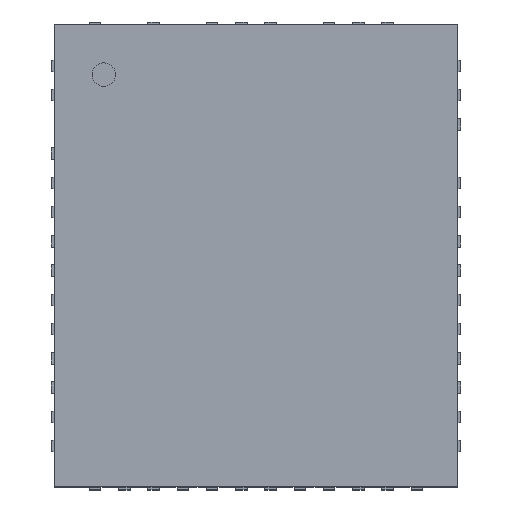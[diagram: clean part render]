
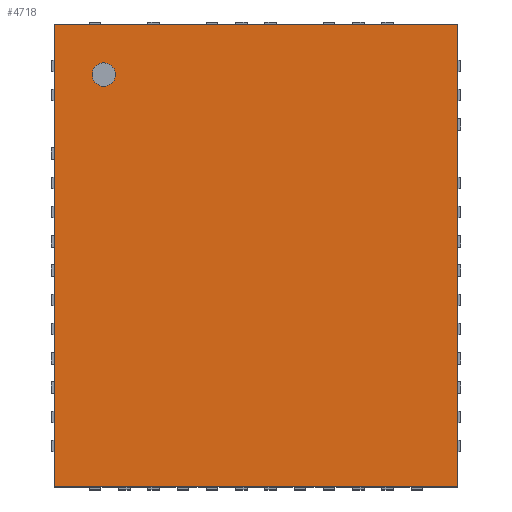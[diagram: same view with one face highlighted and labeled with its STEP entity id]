
A CAD part, top view. The second image highlights one B-rep face of the part: STEP entity #4718.
In plain terms, the highlighted planar face has unit normal (0, 0, 1).
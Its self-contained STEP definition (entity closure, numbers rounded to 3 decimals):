
#13=DIRECTION('',(0.,0.,1.));
#117=DIRECTION('',(0.,0.,-1.));
#149=VECTOR('',#150,1.);
#150=DIRECTION('',(1.,0.,0.));
#156=VECTOR('',#157,1.);
#157=DIRECTION('',(0.,-1.,0.));
#1180=ORIENTED_EDGE('',*,*,#1181,.F.);
#1181=EDGE_CURVE('',#1182,#1184,#1186,.T.);
#1182=VERTEX_POINT('',#1183);
#1183=CARTESIAN_POINT('',(-3.45,3.95,1.1));
#1184=VERTEX_POINT('',#1185);
#1185=CARTESIAN_POINT('',(3.45,3.95,1.1));
#1186=LINE('',#1183,#149);
#1333=ORIENTED_EDGE('',*,*,#1334,.T.);
#1334=EDGE_CURVE('',#1182,#1335,#1337,.T.);
#1335=VERTEX_POINT('',#1336);
#1336=CARTESIAN_POINT('',(-3.45,-3.95,1.1));
#1337=LINE('',#1183,#156);
#2496=EDGE_CURVE('',#1184,#2497,#2499,.T.);
#2497=VERTEX_POINT('',#2498);
#2498=CARTESIAN_POINT('',(3.45,-3.95,1.1));
#2499=LINE('',#1185,#156);
#3325=EDGE_CURVE('',#1335,#2497,#3326,.T.);
#3326=LINE('',#1336,#149);
#4718=ADVANCED_FACE('',(#4719,#4723),#4732,.T.);
#4719=FACE_BOUND('',#4720,.T.);
#4720=EDGE_LOOP('',(#1180,#1333,#4721,#4722));
#4721=ORIENTED_EDGE('',*,*,#3325,.T.);
#4722=ORIENTED_EDGE('',*,*,#2496,.F.);
#4723=FACE_BOUND('',#4724,.T.);
#4724=EDGE_LOOP('',(#4725));
#4725=ORIENTED_EDGE('',*,*,#4726,.T.);
#4726=EDGE_CURVE('',#4727,#4727,#4729,.T.);
#4727=VERTEX_POINT('',#4728);
#4728=CARTESIAN_POINT('',(-2.6,2.9,1.1));
#4729=CIRCLE('',#4730,0.2);
#4730=AXIS2_PLACEMENT_3D('',#4731,#117,#157);
#4731=CARTESIAN_POINT('',(-2.6,3.1,1.1));
#4732=PLANE('',#4733);
#4733=AXIS2_PLACEMENT_3D('',#1183,#13,#157);
